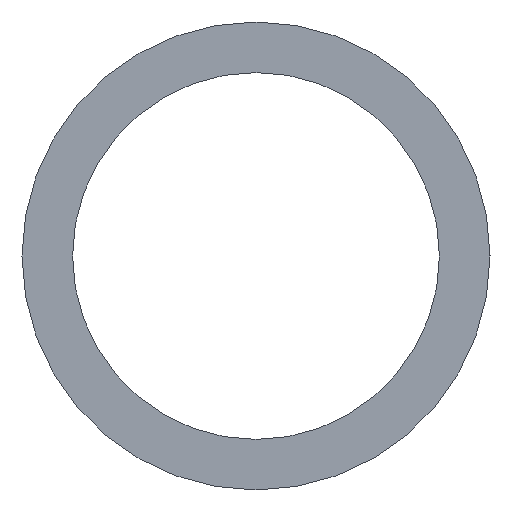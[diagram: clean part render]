
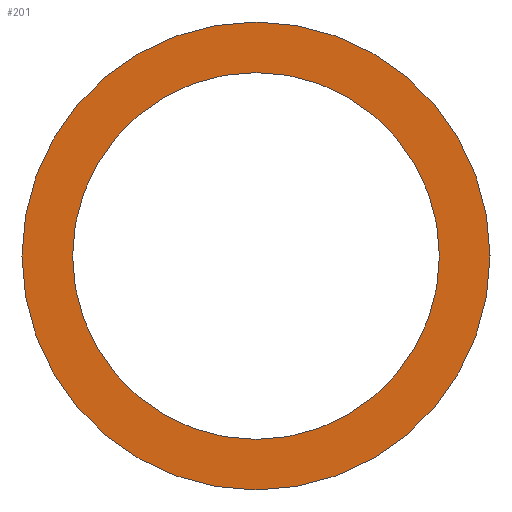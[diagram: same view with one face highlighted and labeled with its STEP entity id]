
A CAD part, left-side view. The second image highlights one B-rep face of the part: STEP entity #201.
In plain terms, the highlighted planar face has unit normal (-1, 0, 0).
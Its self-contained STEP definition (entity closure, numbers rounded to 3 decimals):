
#32 = EDGE_CURVE('',#33,#33,#35,.T.);
#33 = VERTEX_POINT('',#34);
#34 = CARTESIAN_POINT('',(-710.,16.2,0.));
#35 = SURFACE_CURVE('',#36,(#41,#53),.PCURVE_S1.);
#36 = CIRCLE('',#37,16.2);
#37 = AXIS2_PLACEMENT_3D('',#38,#39,#40);
#38 = CARTESIAN_POINT('',(-710.,0.,0.));
#39 = DIRECTION('',(1.,0.,0.));
#40 = DIRECTION('',(0.,1.,0.));
#41 = PCURVE('',#42,#47);
#42 = CYLINDRICAL_SURFACE('',#43,16.2);
#43 = AXIS2_PLACEMENT_3D('',#44,#45,#46);
#44 = CARTESIAN_POINT('',(-710.,0.,0.));
#45 = DIRECTION('',(1.,0.,0.));
#46 = DIRECTION('',(0.,1.,0.));
#47 = DEFINITIONAL_REPRESENTATION('',(#48),#52);
#48 = LINE('',#49,#50);
#49 = CARTESIAN_POINT('',(0.,0.));
#50 = VECTOR('',#51,1.);
#51 = DIRECTION('',(1.,0.));
#52 = ( GEOMETRIC_REPRESENTATION_CONTEXT(2) 
PARAMETRIC_REPRESENTATION_CONTEXT() REPRESENTATION_CONTEXT('2D SPACE',''
  ) );
#53 = PCURVE('',#54,#59);
#54 = PLANE('',#55);
#55 = AXIS2_PLACEMENT_3D('',#56,#57,#58);
#56 = CARTESIAN_POINT('',(-710.,0.,0.));
#57 = DIRECTION('',(1.,0.,0.));
#58 = DIRECTION('',(0.,1.,0.));
#59 = DEFINITIONAL_REPRESENTATION('',(#60),#64);
#60 = CIRCLE('',#61,16.2);
#61 = AXIS2_PLACEMENT_2D('',#62,#63);
#62 = CARTESIAN_POINT('',(0.,0.));
#63 = DIRECTION('',(1.,0.));
#64 = ( GEOMETRIC_REPRESENTATION_CONTEXT(2) 
PARAMETRIC_REPRESENTATION_CONTEXT() REPRESENTATION_CONTEXT('2D SPACE',''
  ) );
#140 = CYLINDRICAL_SURFACE('',#141,12.7);
#141 = AXIS2_PLACEMENT_3D('',#142,#143,#144);
#142 = CARTESIAN_POINT('',(-10.,0.,0.));
#143 = DIRECTION('',(-1.,0.,0.));
#144 = DIRECTION('',(0.,1.,0.));
#157 = VERTEX_POINT('',#158);
#158 = CARTESIAN_POINT('',(-710.,12.7,0.));
#179 = EDGE_CURVE('',#157,#157,#180,.T.);
#180 = SURFACE_CURVE('',#181,(#186,#193),.PCURVE_S1.);
#181 = CIRCLE('',#182,12.7);
#182 = AXIS2_PLACEMENT_3D('',#183,#184,#185);
#183 = CARTESIAN_POINT('',(-710.,0.,0.));
#184 = DIRECTION('',(1.,0.,0.));
#185 = DIRECTION('',(0.,1.,0.));
#186 = PCURVE('',#140,#187);
#187 = DEFINITIONAL_REPRESENTATION('',(#188),#192);
#188 = LINE('',#189,#190);
#189 = CARTESIAN_POINT('',(0.,700.));
#190 = VECTOR('',#191,1.);
#191 = DIRECTION('',(-1.,0.));
#192 = ( GEOMETRIC_REPRESENTATION_CONTEXT(2) 
PARAMETRIC_REPRESENTATION_CONTEXT() REPRESENTATION_CONTEXT('2D SPACE',''
  ) );
#193 = PCURVE('',#54,#194);
#194 = DEFINITIONAL_REPRESENTATION('',(#195),#199);
#195 = CIRCLE('',#196,12.7);
#196 = AXIS2_PLACEMENT_2D('',#197,#198);
#197 = CARTESIAN_POINT('',(0.,0.));
#198 = DIRECTION('',(1.,0.));
#199 = ( GEOMETRIC_REPRESENTATION_CONTEXT(2) 
PARAMETRIC_REPRESENTATION_CONTEXT() REPRESENTATION_CONTEXT('2D SPACE',''
  ) );
#201 = ADVANCED_FACE('',(#202,#205),#54,.F.);
#202 = FACE_BOUND('',#203,.T.);
#203 = EDGE_LOOP('',(#204));
#204 = ORIENTED_EDGE('',*,*,#179,.T.);
#205 = FACE_BOUND('',#206,.T.);
#206 = EDGE_LOOP('',(#207));
#207 = ORIENTED_EDGE('',*,*,#32,.F.);
